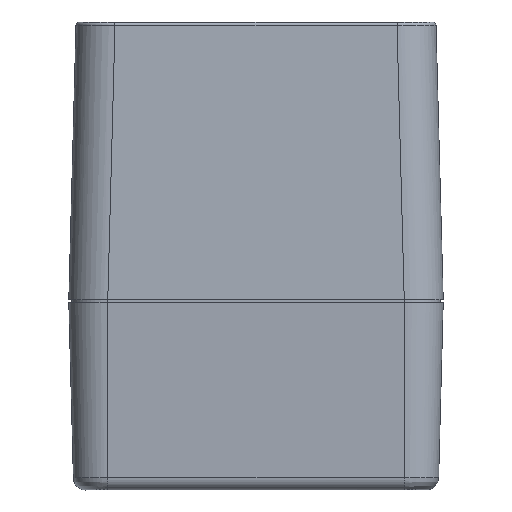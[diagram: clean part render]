
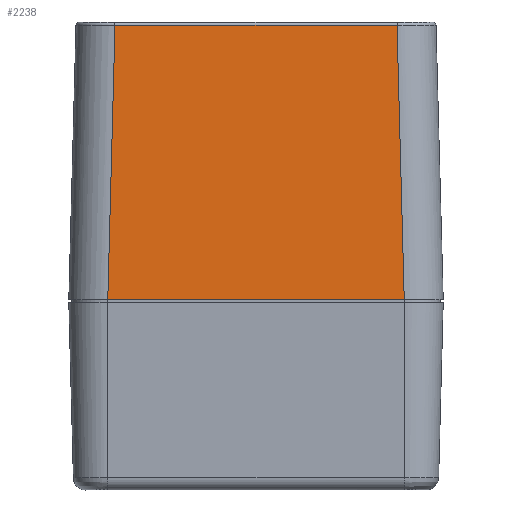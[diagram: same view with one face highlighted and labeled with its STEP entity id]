
A CAD part, left-side view. The second image highlights one B-rep face of the part: STEP entity #2238.
In plain terms, the highlighted planar face has unit normal (-1, 0, 0.026).
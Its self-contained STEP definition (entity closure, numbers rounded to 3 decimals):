
#395 = VERTEX_POINT ( 'NONE', #35655 ) ;
#414 = VERTEX_POINT ( 'NONE', #3277 ) ;
#2238 = ADVANCED_FACE ( 'NONE', ( #43301 ), #16177, .T. ) ;
#3246 = DIRECTION ( 'NONE',  ( 0.026, 0.026, 0.999 ) ) ;
#3277 = CARTESIAN_POINT ( 'NONE',  ( -58.844, 22.598, 44.199 ) ) ;
#5271 = EDGE_CURVE ( 'NONE', #395, #414, #41974, .T. ) ;
#8890 = VECTOR ( 'NONE', #3246, 1000. ) ;
#9878 = DIRECTION ( 'NONE',  ( -0.026, 0.026, -0.999 ) ) ;
#13499 = CARTESIAN_POINT ( 'NONE',  ( -60.025, 23.779, -0.903 ) ) ;
#13972 = LINE ( 'NONE', #13499, #32071 ) ;
#15454 = VECTOR ( 'NONE', #43978, 1000. ) ;
#16020 = CARTESIAN_POINT ( 'NONE',  ( -60.062, -30.064, -2.312 ) ) ;
#16177 = PLANE ( 'NONE',  #32235 ) ;
#16939 = ORIENTED_EDGE ( 'NONE', *, *, #30819, .T. ) ;
#19709 = ORIENTED_EDGE ( 'NONE', *, *, #33262, .F. ) ;
#19809 = DIRECTION ( 'NONE',  ( 0.026, 0., 1. ) ) ;
#21187 = LINE ( 'NONE', #45052, #40380 ) ;
#22713 = CARTESIAN_POINT ( 'NONE',  ( -58.844, -30.064, 44.199 ) ) ;
#28846 = ORIENTED_EDGE ( 'NONE', *, *, #39056, .T. ) ;
#29458 = VERTEX_POINT ( 'NONE', #32327 ) ;
#30819 = EDGE_CURVE ( 'NONE', #414, #46142, #13972, .T. ) ;
#32071 = VECTOR ( 'NONE', #9878, 1000. ) ;
#32235 = AXIS2_PLACEMENT_3D ( 'NONE', #16020, #41417, #19809 ) ;
#32327 = CARTESIAN_POINT ( 'NONE',  ( -59.997, -23.751, 0.188 ) ) ;
#33022 = ORIENTED_EDGE ( 'NONE', *, *, #5271, .T. ) ;
#33262 = EDGE_CURVE ( 'NONE', #29458, #46142, #21187, .T. ) ;
#34266 = EDGE_LOOP ( 'NONE', ( #28846, #33022, #16939, #19709 ) ) ;
#35444 = LINE ( 'NONE', #42841, #8890 ) ;
#35655 = CARTESIAN_POINT ( 'NONE',  ( -58.844, -22.598, 44.199 ) ) ;
#39056 = EDGE_CURVE ( 'NONE', #29458, #395, #35444, .T. ) ;
#40380 = VECTOR ( 'NONE', #45201, 1000. ) ;
#40662 = CARTESIAN_POINT ( 'NONE',  ( -59.997, 23.751, 0.188 ) ) ;
#41417 = DIRECTION ( 'NONE',  ( -1., 0., 0.026 ) ) ;
#41974 = LINE ( 'NONE', #22713, #15454 ) ;
#42841 = CARTESIAN_POINT ( 'NONE',  ( -60.066, -23.82, -2.475 ) ) ;
#43301 = FACE_OUTER_BOUND ( 'NONE', #34266, .T. ) ;
#43978 = DIRECTION ( 'NONE',  ( 0., 1., 0. ) ) ;
#45052 = CARTESIAN_POINT ( 'NONE',  ( -59.997, -30.064, 0.188 ) ) ;
#45201 = DIRECTION ( 'NONE',  ( 0., 1., 0. ) ) ;
#46142 = VERTEX_POINT ( 'NONE', #40662 ) ;
